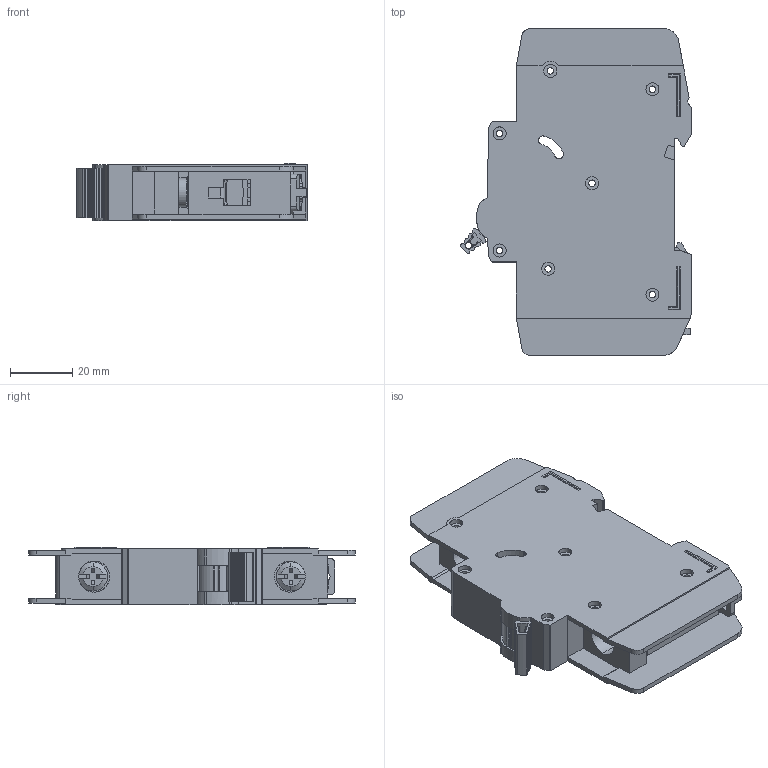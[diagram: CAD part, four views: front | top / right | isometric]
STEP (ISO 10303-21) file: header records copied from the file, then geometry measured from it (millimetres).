
FILE_DESCRIPTION (( 'STEP AP203' ), '1' );
FILE_NAME ('GMCBU-1B-63.step', '2020-06-16T21:09:33', ( '' ), ( '' ), 'SwSTEP 2.0', 'SolidWorks 2019', '' );
FILE_SCHEMA (( 'CONFIG_CONTROL_DESIGN' ));
Products named in the file (1): GMCBU-1B-63
Bounding box: 74.12 x 105 x 18.4 mm (x, y, z)
Volume: 79162.6 mm3; surface area: 34144.5 mm2
Topology: 9 solids, 9 shells, 1078 faces, 2997 edges, 1929 vertices
Faces by surface type: plane 685, cylinder 337, sphere 36, bspline 9, cone 6, torus 5
Entity records: 37410 total; most frequent: CARTESIAN_POINT 9831, ORIENTED_EDGE 5954, DIRECTION 5430, EDGE_CURVE 2977, LINE 2158, VECTOR 2158, VERTEX_POINT 1929, AXIS2_PLACEMENT_3D 1636
